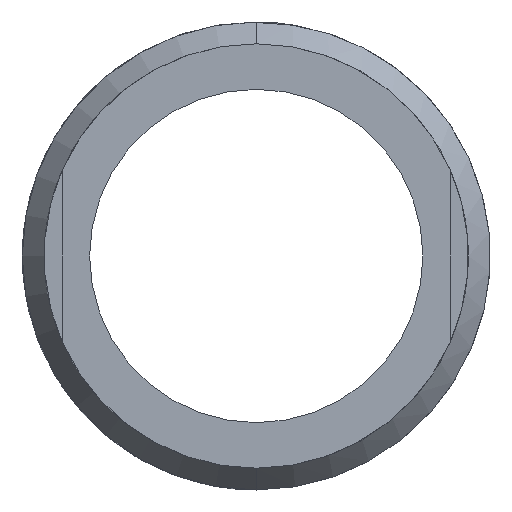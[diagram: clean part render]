
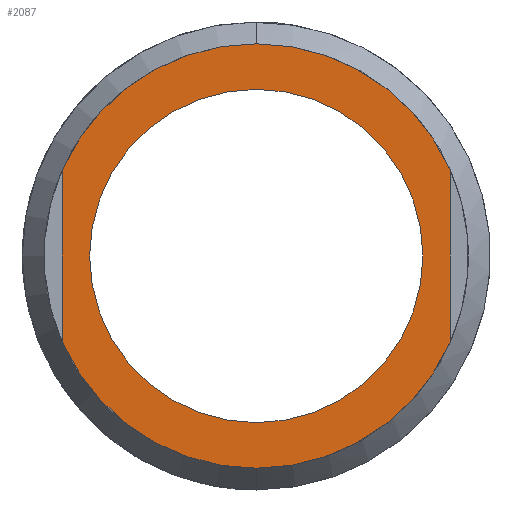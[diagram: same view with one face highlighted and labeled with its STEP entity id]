
A CAD part, left-side view. The second image highlights one B-rep face of the part: STEP entity #2087.
In plain terms, the highlighted planar face has unit normal (-1, 0, 0).
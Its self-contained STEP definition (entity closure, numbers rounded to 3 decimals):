
#4 = DIRECTION ( 'NONE',  ( -1., 0., 0. ) ) ;
#35 = ORIENTED_EDGE ( 'NONE', *, *, #1950, .T. ) ;
#77 = DIRECTION ( 'NONE',  ( 0., 0., -1. ) ) ;
#79 = EDGE_LOOP ( 'NONE', ( #1093, #2603, #2019, #1551, #2660, #35 ) ) ;
#90 = EDGE_CURVE ( 'NONE', #1465, #1163, #2046, .T. ) ;
#208 = DIRECTION ( 'NONE',  ( -1., 0., 0. ) ) ;
#234 = DIRECTION ( 'NONE',  ( 0., 0., 1. ) ) ;
#262 = CARTESIAN_POINT ( 'NONE',  ( -26., 0., 17.2 ) ) ;
#275 = CIRCLE ( 'NONE', #2390, 17.2 ) ;
#279 = PLANE ( 'NONE',  #1652 ) ;
#402 = VERTEX_POINT ( 'NONE', #262 ) ;
#427 = CARTESIAN_POINT ( 'NONE',  ( -26., -20., -8.922 ) ) ;
#437 = EDGE_CURVE ( 'NONE', #714, #1192, #2468, .T. ) ;
#498 = FACE_BOUND ( 'NONE', #1665, .T. ) ;
#534 = DIRECTION ( 'NONE',  ( -1., 0., 0. ) ) ;
#549 = EDGE_CURVE ( 'NONE', #1192, #2409, #2232, .T. ) ;
#650 = AXIS2_PLACEMENT_3D ( 'NONE', #1848, #972, #1808 ) ;
#653 = EDGE_CURVE ( 'NONE', #402, #2428, #993, .T. ) ;
#698 = DIRECTION ( 'NONE',  ( -1., 0., 0. ) ) ;
#714 = VERTEX_POINT ( 'NONE', #2553 ) ;
#720 = CARTESIAN_POINT ( 'NONE',  ( -26., 20., 8.922 ) ) ;
#764 = CARTESIAN_POINT ( 'NONE',  ( -26., 0., 0. ) ) ;
#774 = VECTOR ( 'NONE', #1659, 1000. ) ;
#923 = CIRCLE ( 'NONE', #650, 21.9 ) ;
#952 = ORIENTED_EDGE ( 'NONE', *, *, #653, .F. ) ;
#972 = DIRECTION ( 'NONE',  ( -1., 0., 0. ) ) ;
#993 = CIRCLE ( 'NONE', #2594, 17.2 ) ;
#1092 = DIRECTION ( 'NONE',  ( 0., 0., 1. ) ) ;
#1093 = ORIENTED_EDGE ( 'NONE', *, *, #2227, .T. ) ;
#1163 = VERTEX_POINT ( 'NONE', #1757 ) ;
#1192 = VERTEX_POINT ( 'NONE', #1770 ) ;
#1238 = AXIS2_PLACEMENT_3D ( 'NONE', #1781, #4, #234 ) ;
#1245 = DIRECTION ( 'NONE',  ( 0., 0., 1. ) ) ;
#1259 = CARTESIAN_POINT ( 'NONE',  ( -26., -20., -17.396 ) ) ;
#1272 = AXIS2_PLACEMENT_3D ( 'NONE', #2179, #208, #1092 ) ;
#1274 = LINE ( 'NONE', #1259, #774 ) ;
#1458 = CARTESIAN_POINT ( 'NONE',  ( -26., 20., -17.396 ) ) ;
#1465 = VERTEX_POINT ( 'NONE', #2663 ) ;
#1551 = ORIENTED_EDGE ( 'NONE', *, *, #2833, .F. ) ;
#1652 = AXIS2_PLACEMENT_3D ( 'NONE', #2685, #2475, #77 ) ;
#1656 = LINE ( 'NONE', #1458, #1752 ) ;
#1659 = DIRECTION ( 'NONE',  ( 0., 0., 1. ) ) ;
#1665 = EDGE_LOOP ( 'NONE', ( #952, #2286 ) ) ;
#1690 = DIRECTION ( 'NONE',  ( 0., 0., 1. ) ) ;
#1752 = VECTOR ( 'NONE', #1245, 1000. ) ;
#1757 = CARTESIAN_POINT ( 'NONE',  ( -26., 0., -21.9 ) ) ;
#1770 = CARTESIAN_POINT ( 'NONE',  ( -26., 0., 21.9 ) ) ;
#1781 = CARTESIAN_POINT ( 'NONE',  ( -26., 0., 0. ) ) ;
#1808 = DIRECTION ( 'NONE',  ( 0., 0., 1. ) ) ;
#1818 = DIRECTION ( 'NONE',  ( 0., 0., 1. ) ) ;
#1848 = CARTESIAN_POINT ( 'NONE',  ( -26., 0., 0. ) ) ;
#1930 = EDGE_CURVE ( 'NONE', #2428, #402, #275, .T. ) ;
#1950 = EDGE_CURVE ( 'NONE', #1163, #2283, #923, .T. ) ;
#2019 = ORIENTED_EDGE ( 'NONE', *, *, #549, .T. ) ;
#2046 = CIRCLE ( 'NONE', #2499, 21.9 ) ;
#2087 = ADVANCED_FACE ( 'NONE', ( #498, #2488 ), #279, .F. ) ;
#2179 = CARTESIAN_POINT ( 'NONE',  ( -26., 0., 0. ) ) ;
#2227 = EDGE_CURVE ( 'NONE', #2283, #714, #1274, .T. ) ;
#2232 = CIRCLE ( 'NONE', #1272, 21.9 ) ;
#2252 = CARTESIAN_POINT ( 'NONE',  ( -26., 0., 0. ) ) ;
#2283 = VERTEX_POINT ( 'NONE', #427 ) ;
#2286 = ORIENTED_EDGE ( 'NONE', *, *, #1930, .F. ) ;
#2390 = AXIS2_PLACEMENT_3D ( 'NONE', #2252, #698, #2708 ) ;
#2409 = VERTEX_POINT ( 'NONE', #720 ) ;
#2428 = VERTEX_POINT ( 'NONE', #2484 ) ;
#2468 = CIRCLE ( 'NONE', #1238, 21.9 ) ;
#2475 = DIRECTION ( 'NONE',  ( 1., 0., 0. ) ) ;
#2484 = CARTESIAN_POINT ( 'NONE',  ( -26., 0., -17.2 ) ) ;
#2488 = FACE_OUTER_BOUND ( 'NONE', #79, .T. ) ;
#2497 = CARTESIAN_POINT ( 'NONE',  ( -26., 0., 0. ) ) ;
#2499 = AXIS2_PLACEMENT_3D ( 'NONE', #764, #2771, #1690 ) ;
#2553 = CARTESIAN_POINT ( 'NONE',  ( -26., -20., 8.922 ) ) ;
#2594 = AXIS2_PLACEMENT_3D ( 'NONE', #2497, #534, #1818 ) ;
#2603 = ORIENTED_EDGE ( 'NONE', *, *, #437, .T. ) ;
#2660 = ORIENTED_EDGE ( 'NONE', *, *, #90, .T. ) ;
#2663 = CARTESIAN_POINT ( 'NONE',  ( -26., 20., -8.922 ) ) ;
#2685 = CARTESIAN_POINT ( 'NONE',  ( -26., 17.2, 0. ) ) ;
#2708 = DIRECTION ( 'NONE',  ( 0., 0., 1. ) ) ;
#2771 = DIRECTION ( 'NONE',  ( -1., 0., 0. ) ) ;
#2833 = EDGE_CURVE ( 'NONE', #1465, #2409, #1656, .T. ) ;
